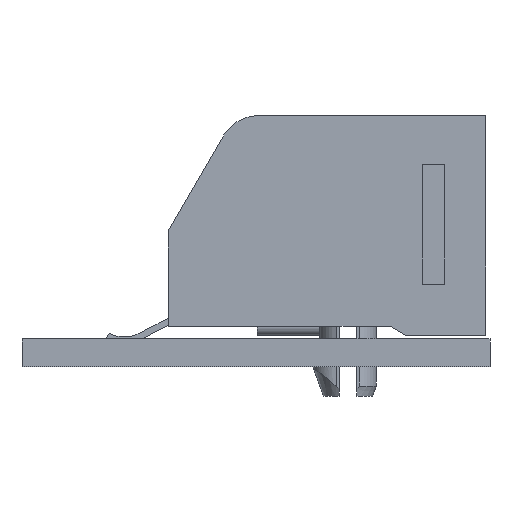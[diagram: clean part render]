
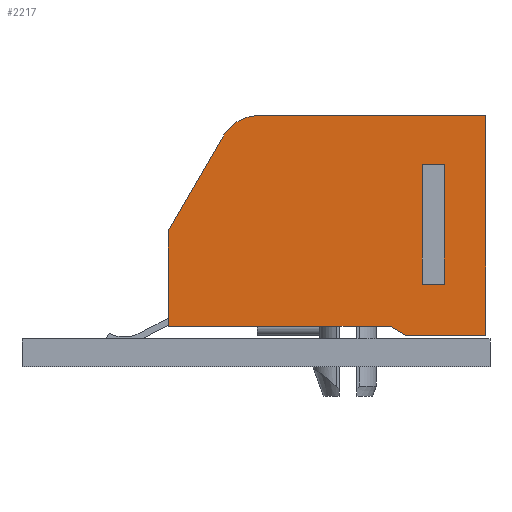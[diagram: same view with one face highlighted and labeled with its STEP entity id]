
A CAD part, front view. The second image highlights one B-rep face of the part: STEP entity #2217.
In plain terms, the highlighted face is planar.
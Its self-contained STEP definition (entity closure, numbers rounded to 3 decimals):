
#2217 = ADVANCED_FACE('',(#2218,#2285),#2319,.T.);
#2218 = FACE_BOUND('',#2219,.T.);
#2219 = EDGE_LOOP('',(#2220,#2231,#2239,#2247,#2255,#2263,#2271,#2279));
#2220 = ORIENTED_EDGE('',*,*,#2221,.T.);
#2221 = EDGE_CURVE('',#2222,#2224,#2226,.T.);
#2222 = VERTEX_POINT('',#2223);
#2223 = CARTESIAN_POINT('',(-7.62,6.287,-12.999));
#2224 = VERTEX_POINT('',#2225);
#2225 = CARTESIAN_POINT('',(-7.62,5.118,-15.023));
#2226 = CIRCLE('',#2227,2.337);
#2227 = AXIS2_PLACEMENT_3D('',#2228,#2229,#2230);
#2228 = CARTESIAN_POINT('',(-7.62,3.95,-12.999));
#2229 = DIRECTION('',(-1.,0.,0.));
#2230 = DIRECTION('',(0.,1.,0.));
#2231 = ORIENTED_EDGE('',*,*,#2232,.T.);
#2232 = EDGE_CURVE('',#2224,#2233,#2235,.T.);
#2233 = VERTEX_POINT('',#2234);
#2234 = CARTESIAN_POINT('',(-7.62,-0.318,-18.161));
#2235 = LINE('',#2236,#2237);
#2236 = CARTESIAN_POINT('',(-7.62,5.118,-15.023));
#2237 = VECTOR('',#2238,1.);
#2238 = DIRECTION('',(0.,-0.866,-0.5));
#2239 = ORIENTED_EDGE('',*,*,#2240,.T.);
#2240 = EDGE_CURVE('',#2233,#2241,#2243,.T.);
#2241 = VERTEX_POINT('',#2242);
#2242 = CARTESIAN_POINT('',(-7.62,-5.779,-18.161));
#2243 = LINE('',#2244,#2245);
#2244 = CARTESIAN_POINT('',(-7.62,-0.318,-18.161));
#2245 = VECTOR('',#2246,1.);
#2246 = DIRECTION('',(0.,-1.,0.));
#2247 = ORIENTED_EDGE('',*,*,#2248,.T.);
#2248 = EDGE_CURVE('',#2241,#2249,#2251,.T.);
#2249 = VERTEX_POINT('',#2250);
#2250 = CARTESIAN_POINT('',(-7.62,-5.779,-5.461));
#2251 = LINE('',#2252,#2253);
#2252 = CARTESIAN_POINT('',(-7.62,-5.779,-18.161));
#2253 = VECTOR('',#2254,1.);
#2254 = DIRECTION('',(0.,0.,1.));
#2255 = ORIENTED_EDGE('',*,*,#2256,.T.);
#2256 = EDGE_CURVE('',#2249,#2257,#2259,.T.);
#2257 = VERTEX_POINT('',#2258);
#2258 = CARTESIAN_POINT('',(-7.62,-6.287,-4.581));
#2259 = LINE('',#2260,#2261);
#2260 = CARTESIAN_POINT('',(-7.62,-5.779,-5.461));
#2261 = VECTOR('',#2262,1.);
#2262 = DIRECTION('',(0.,-0.5,0.866));
#2263 = ORIENTED_EDGE('',*,*,#2264,.T.);
#2264 = EDGE_CURVE('',#2257,#2265,#2267,.T.);
#2265 = VERTEX_POINT('',#2266);
#2266 = CARTESIAN_POINT('',(-7.62,-6.287,0.));
#2267 = LINE('',#2268,#2269);
#2268 = CARTESIAN_POINT('',(-7.62,-6.287,-4.581));
#2269 = VECTOR('',#2270,1.);
#2270 = DIRECTION('',(0.,0.,1.));
#2271 = ORIENTED_EDGE('',*,*,#2272,.T.);
#2272 = EDGE_CURVE('',#2265,#2273,#2275,.T.);
#2273 = VERTEX_POINT('',#2274);
#2274 = CARTESIAN_POINT('',(-7.62,6.287,0.));
#2275 = LINE('',#2276,#2277);
#2276 = CARTESIAN_POINT('',(-7.62,-6.287,0.));
#2277 = VECTOR('',#2278,1.);
#2278 = DIRECTION('',(0.,1.,0.));
#2279 = ORIENTED_EDGE('',*,*,#2280,.T.);
#2280 = EDGE_CURVE('',#2273,#2222,#2281,.T.);
#2281 = LINE('',#2282,#2283);
#2282 = CARTESIAN_POINT('',(-7.62,6.287,0.));
#2283 = VECTOR('',#2284,1.);
#2284 = DIRECTION('',(0.,0.,-1.));
#2285 = FACE_BOUND('',#2286,.T.);
#2286 = EDGE_LOOP('',(#2287,#2297,#2305,#2313));
#2287 = ORIENTED_EDGE('',*,*,#2288,.T.);
#2288 = EDGE_CURVE('',#2289,#2291,#2293,.T.);
#2289 = VERTEX_POINT('',#2290);
#2290 = CARTESIAN_POINT('',(-7.62,3.493,-3.632));
#2291 = VERTEX_POINT('',#2292);
#2292 = CARTESIAN_POINT('',(-7.62,3.493,-2.362));
#2293 = LINE('',#2294,#2295);
#2294 = CARTESIAN_POINT('',(-7.62,3.493,-3.632));
#2295 = VECTOR('',#2296,1.);
#2296 = DIRECTION('',(0.,0.,1.));
#2297 = ORIENTED_EDGE('',*,*,#2298,.F.);
#2298 = EDGE_CURVE('',#2299,#2291,#2301,.T.);
#2299 = VERTEX_POINT('',#2300);
#2300 = CARTESIAN_POINT('',(-7.62,-3.366,-2.362));
#2301 = LINE('',#2302,#2303);
#2302 = CARTESIAN_POINT('',(-7.62,-3.366,-2.362));
#2303 = VECTOR('',#2304,1.);
#2304 = DIRECTION('',(0.,1.,0.));
#2305 = ORIENTED_EDGE('',*,*,#2306,.F.);
#2306 = EDGE_CURVE('',#2307,#2299,#2309,.T.);
#2307 = VERTEX_POINT('',#2308);
#2308 = CARTESIAN_POINT('',(-7.62,-3.366,-3.632));
#2309 = LINE('',#2310,#2311);
#2310 = CARTESIAN_POINT('',(-7.62,-3.366,-3.632));
#2311 = VECTOR('',#2312,1.);
#2312 = DIRECTION('',(0.,0.,1.));
#2313 = ORIENTED_EDGE('',*,*,#2314,.T.);
#2314 = EDGE_CURVE('',#2307,#2289,#2315,.T.);
#2315 = LINE('',#2316,#2317);
#2316 = CARTESIAN_POINT('',(-7.62,-3.366,-3.632));
#2317 = VECTOR('',#2318,1.);
#2318 = DIRECTION('',(0.,1.,0.));
#2319 = PLANE('',#2320);
#2320 = AXIS2_PLACEMENT_3D('',#2321,#2322,#2323);
#2321 = CARTESIAN_POINT('',(-7.62,0.,0.));
#2322 = DIRECTION('',(-1.,0.,0.));
#2323 = DIRECTION('',(0.,0.,1.));
